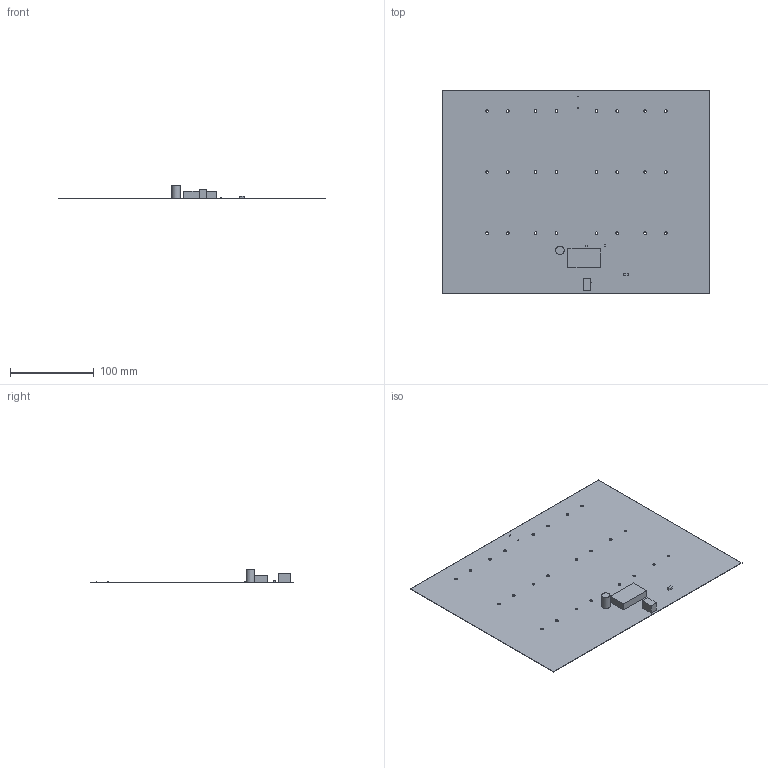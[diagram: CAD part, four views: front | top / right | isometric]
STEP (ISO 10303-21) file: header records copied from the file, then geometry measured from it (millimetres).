
FILE_DESCRIPTION(('Open CASCADE Model'),'2;1');
FILE_NAME('Open CASCADE Shape Model','2015-03-12T23:44:59',('Author'),( 'Open CASCADE'),'Open CASCADE STEP processor 6.5','Open CASCADE 6.5' ,'Unknown');
FILE_SCHEMA(('AUTOMOTIVE_DESIGN { 1 0 10303 214 1 1 1 1 }'));
Length unit declared in the file: millimetre
Products named in the file (22): PCB; Board; C3; 631269392; Cylinder; C2; 631293584; Extruded; D1; 631296656; R2; P1; 631296016; C1_47uF; 487269840; Rset; Open CASCADE STEP translator 6.5 1.9; 731263824
Assembly tree (23 placements, depth 4):
  PCB
    Board
    C3
      631269392
        Cylinder
    C2
      631293584
        Extruded
    D1
      631296656
        Extruded
    R2
      631296656
        Extruded
    P1
      631296016
        Extruded
    C1_47uF
      487269840
        Extruded
    Rset
      631296656
        Extruded
    Open CASCADE STEP translator 6.5 1.9
      731263824
        Extruded
Bounding box: 318.77 x 242.57 x 16.51 mm (x, y, z)
Volume: 49872.6 mm3; surface area: 159394.9 mm2
Topology: 9 solids, 9 shells, 90 faces, 216 edges, 144 vertices
Faces by surface type: plane 52, cylinder 38
Full cylindrical faces by diameter (mm): 0.7 x2, 1.397 x7, 1.6 x3, 2.21 x1, 3.175 x24, 10.16 x1
Entity records: 5666 total; most frequent: CARTESIAN_POINT 1264, DIRECTION 778, LINE 422, VECTOR 422, ORIENTED_EDGE 384, PCURVE 384, DEFINITIONAL_REPRESENTATION 384, EDGE_CURVE 192
